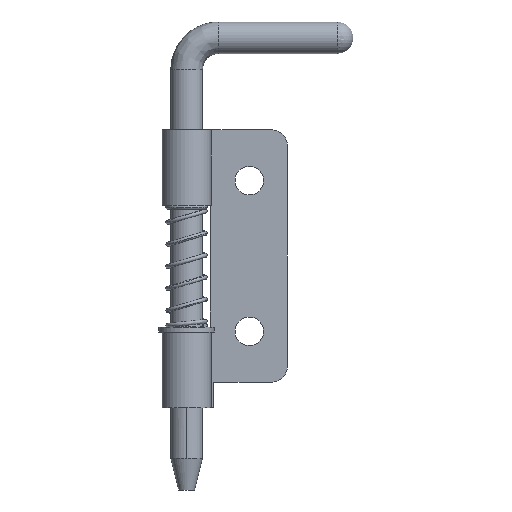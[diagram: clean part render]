
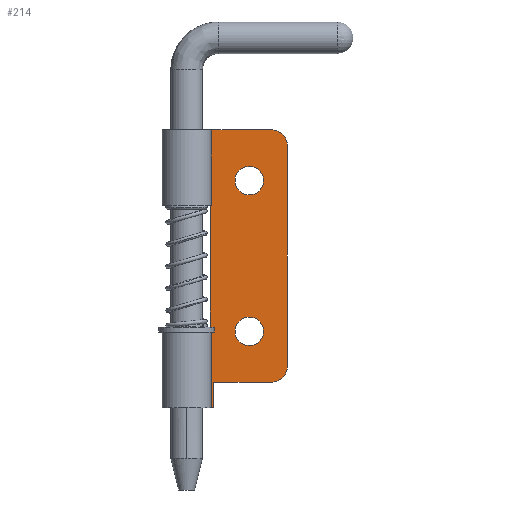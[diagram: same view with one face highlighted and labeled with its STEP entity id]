
A CAD part, front view. The second image highlights one B-rep face of the part: STEP entity #214.
In plain terms, the highlighted planar face has unit normal (0, -1, 0).
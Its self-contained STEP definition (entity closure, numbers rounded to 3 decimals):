
#214=ADVANCED_FACE('',(#888,#889,#890),#887,.T.);
#887=PLANE('',#2982);
#888=FACE_OUTER_BOUND('',#2983,.T.);
#889=FACE_BOUND('',#2984,.T.);
#890=FACE_BOUND('',#2985,.T.);
#2979=CARTESIAN_POINT('',(-1.27,2.1,-38.5));
#2980=DIRECTION('',(0.,-1.,0.));
#2981=DIRECTION('',(1.,0.,0.));
#2982=AXIS2_PLACEMENT_3D('',#2979,#2980,#2981);
#2983=EDGE_LOOP('',(#3413,#3414,#3415,#3416,#3417,#3418,#3419,#3420,#3421,#3422,#3423,#3424));
#2984=EDGE_LOOP('',(#3425,#3426));
#2985=EDGE_LOOP('',(#3427,#3428));
#3413=ORIENTED_EDGE('',*,*,#3693,.T.);
#3414=ORIENTED_EDGE('',*,*,#3694,.T.);
#3415=ORIENTED_EDGE('',*,*,#3695,.F.);
#3416=ORIENTED_EDGE('',*,*,#3696,.T.);
#3417=ORIENTED_EDGE('',*,*,#3697,.T.);
#3418=ORIENTED_EDGE('',*,*,#3698,.T.);
#3419=ORIENTED_EDGE('',*,*,#3699,.F.);
#3420=ORIENTED_EDGE('',*,*,#3700,.T.);
#3421=ORIENTED_EDGE('',*,*,#3701,.F.);
#3422=ORIENTED_EDGE('',*,*,#3702,.T.);
#3423=ORIENTED_EDGE('',*,*,#3703,.F.);
#3424=ORIENTED_EDGE('',*,*,#3704,.T.);
#3425=ORIENTED_EDGE('',*,*,#3705,.F.);
#3426=ORIENTED_EDGE('',*,*,#3706,.F.);
#3427=ORIENTED_EDGE('',*,*,#3707,.F.);
#3428=ORIENTED_EDGE('',*,*,#3708,.F.);
#3693=EDGE_CURVE('',#4809,#4810,#4811,.T.);
#3694=EDGE_CURVE('',#4810,#4817,#4818,.T.);
#3695=EDGE_CURVE('',#4824,#4817,#4825,.T.);
#3696=EDGE_CURVE('',#4824,#4831,#4832,.T.);
#3697=EDGE_CURVE('',#4831,#4838,#4839,.T.);
#3698=EDGE_CURVE('',#4838,#4845,#4846,.T.);
#3699=EDGE_CURVE('',#4852,#4845,#4853,.T.);
#3700=EDGE_CURVE('',#4852,#4859,#4860,.T.);
#3701=EDGE_CURVE('',#4866,#4859,#4867,.T.);
#3702=EDGE_CURVE('',#4866,#4873,#4874,.T.);
#3703=EDGE_CURVE('',#4880,#4873,#4881,.T.);
#3704=EDGE_CURVE('',#4880,#4809,#4887,.T.);
#3705=EDGE_CURVE('',#4893,#4894,#4895,.T.);
#3706=EDGE_CURVE('',#4894,#4893,#4901,.T.);
#3707=EDGE_CURVE('',#4907,#4908,#4909,.T.);
#3708=EDGE_CURVE('',#4908,#4907,#4915,.T.);
#4809=VERTEX_POINT('',#6102);
#4810=VERTEX_POINT('',#6103);
#4811=LINE('',#6104,#6105);
#4817=VERTEX_POINT('',#6107);
#4818=CIRCLE('',#6111,2.);
#4824=VERTEX_POINT('',#6112);
#4825=LINE('',#6113,#6114);
#4831=VERTEX_POINT('',#6116);
#4832=CIRCLE('',#6120,2.);
#4838=VERTEX_POINT('',#6121);
#4839=LINE('',#6122,#6123);
#4845=VERTEX_POINT('',#6125);
#4846=LINE('',#6126,#6127);
#4852=VERTEX_POINT('',#6129);
#4853=LINE('',#6130,#6131);
#4859=VERTEX_POINT('',#6133);
#4860=LINE('',#6134,#6135);
#4866=VERTEX_POINT('',#6137);
#4867=LINE('',#6138,#6139);
#4873=VERTEX_POINT('',#6141);
#4874=LINE('',#6142,#6143);
#4880=VERTEX_POINT('',#6145);
#4881=LINE('',#6146,#6147);
#4887=LINE('',#6149,#6150);
#4893=VERTEX_POINT('',#6152);
#4894=VERTEX_POINT('',#6153);
#4895=CIRCLE('',#6157,1.8);
#4901=CIRCLE('',#6161,1.8);
#4907=VERTEX_POINT('',#6162);
#4908=VERTEX_POINT('',#6163);
#4909=CIRCLE('',#6167,1.8);
#4915=CIRCLE('',#6171,1.8);
#6102=CARTESIAN_POINT('',(3.4,2.1,-31.8));
#6103=CARTESIAN_POINT('',(10.7,2.1,-31.8));
#6104=CARTESIAN_POINT('',(3.4,2.1,-31.8));
#6105=VECTOR('',#6106,7.3);
#6106=DIRECTION('',(1.,0.,0.));
#6107=CARTESIAN_POINT('',(12.7,2.1,-29.8));
#6108=CARTESIAN_POINT('',(10.7,2.1,-29.8));
#6109=DIRECTION('',(0.,-1.,0.));
#6110=DIRECTION('',(0.,0.,1.));
#6111=AXIS2_PLACEMENT_3D('',#6108,#6109,#6110);
#6112=CARTESIAN_POINT('',(12.7,2.1,-2.));
#6113=CARTESIAN_POINT('',(12.7,2.1,-2.));
#6114=VECTOR('',#6115,27.8);
#6115=DIRECTION('',(0.,0.,-1.));
#6116=CARTESIAN_POINT('',(10.7,2.1,0.));
#6117=CARTESIAN_POINT('',(10.7,2.1,-2.));
#6118=DIRECTION('',(0.,-1.,0.));
#6119=DIRECTION('',(-1.,0.,0.));
#6120=AXIS2_PLACEMENT_3D('',#6117,#6118,#6119);
#6121=CARTESIAN_POINT('',(0.,2.1,0.));
#6122=CARTESIAN_POINT('',(10.7,2.1,0.));
#6123=VECTOR('',#6124,10.7);
#6124=DIRECTION('',(-1.,0.,0.));
#6125=CARTESIAN_POINT('',(0.,2.1,-9.5));
#6126=CARTESIAN_POINT('',(0.,2.1,0.));
#6127=VECTOR('',#6128,9.5);
#6128=DIRECTION('',(0.,0.,-1.));
#6129=CARTESIAN_POINT('',(3.,2.1,-9.5));
#6130=CARTESIAN_POINT('',(3.,2.1,-9.5));
#6131=VECTOR('',#6132,3.);
#6132=DIRECTION('',(-1.,0.,0.));
#6133=CARTESIAN_POINT('',(3.,2.1,-25.5));
#6134=CARTESIAN_POINT('',(3.,2.1,-9.5));
#6135=VECTOR('',#6136,16.);
#6136=DIRECTION('',(0.,0.,-1.));
#6137=CARTESIAN_POINT('',(0.,2.1,-25.5));
#6138=CARTESIAN_POINT('',(0.,2.1,-25.5));
#6139=VECTOR('',#6140,3.);
#6140=DIRECTION('',(1.,0.,0.));
#6141=CARTESIAN_POINT('',(0.,2.1,-35.));
#6142=CARTESIAN_POINT('',(0.,2.1,-25.5));
#6143=VECTOR('',#6144,9.5);
#6144=DIRECTION('',(0.,0.,-1.));
#6145=CARTESIAN_POINT('',(3.4,2.1,-35.));
#6146=CARTESIAN_POINT('',(3.4,2.1,-35.));
#6147=VECTOR('',#6148,3.4);
#6148=DIRECTION('',(-1.,0.,0.));
#6149=CARTESIAN_POINT('',(3.4,2.1,-35.));
#6150=VECTOR('',#6151,3.2);
#6151=DIRECTION('',(0.,0.,1.));
#6152=CARTESIAN_POINT('',(7.9,2.1,-8.2));
#6153=CARTESIAN_POINT('',(7.9,2.1,-4.6));
#6154=CARTESIAN_POINT('',(7.9,2.1,-6.4));
#6155=DIRECTION('',(0.,-1.,0.));
#6156=DIRECTION('',(0.,0.,1.));
#6157=AXIS2_PLACEMENT_3D('',#6154,#6155,#6156);
#6158=CARTESIAN_POINT('',(7.9,2.1,-6.4));
#6159=DIRECTION('',(0.,-1.,0.));
#6160=DIRECTION('',(0.,0.,1.));
#6161=AXIS2_PLACEMENT_3D('',#6158,#6159,#6160);
#6162=CARTESIAN_POINT('',(7.9,2.1,-27.2));
#6163=CARTESIAN_POINT('',(7.9,2.1,-23.6));
#6164=CARTESIAN_POINT('',(7.9,2.1,-25.4));
#6165=DIRECTION('',(0.,-1.,0.));
#6166=DIRECTION('',(0.,0.,1.));
#6167=AXIS2_PLACEMENT_3D('',#6164,#6165,#6166);
#6168=CARTESIAN_POINT('',(7.9,2.1,-25.4));
#6169=DIRECTION('',(0.,-1.,0.));
#6170=DIRECTION('',(0.,0.,1.));
#6171=AXIS2_PLACEMENT_3D('',#6168,#6169,#6170);
